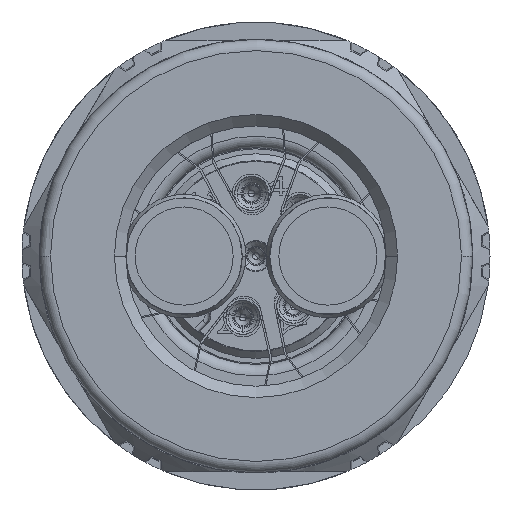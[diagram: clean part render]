
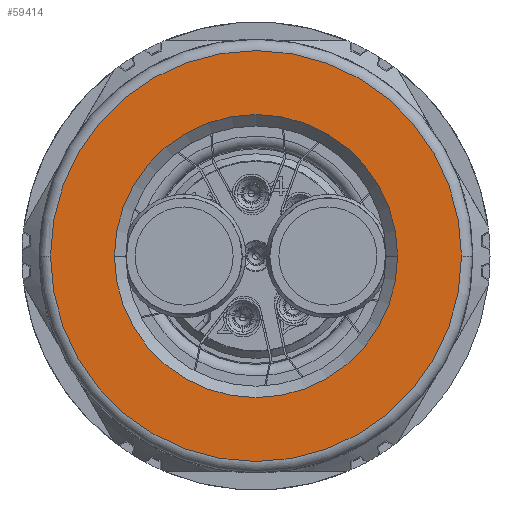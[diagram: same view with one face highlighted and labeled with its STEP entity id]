
A CAD part, front view. The second image highlights one B-rep face of the part: STEP entity #59414.
In plain terms, the highlighted planar face has unit normal (0, -1, 0).
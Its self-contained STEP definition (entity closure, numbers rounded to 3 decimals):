
#17596=CARTESIAN_POINT('',(0.,-47.4,0.));
#17597=DIRECTION('',(0.,-1.,0.));
#17598=DIRECTION('',(1.,0.,-0.005));
#17599=AXIS2_PLACEMENT_3D('',#17596,#17597,#17598);
#17616=CARTESIAN_POINT('',(0.,-47.4,0.));
#17617=DIRECTION('',(0.,1.,0.));
#17618=DIRECTION('',(-1.,0.,0.005));
#17619=AXIS2_PLACEMENT_3D('',#17616,#17617,#17618);
#17621=CARTESIAN_POINT('',(0.,-47.4,0.));
#17622=DIRECTION('',(0.,1.,0.));
#17623=DIRECTION('',(1.,0.,-0.005));
#17624=AXIS2_PLACEMENT_3D('',#17621,#17622,#17623);
#17626=CARTESIAN_POINT('',(0.,-47.4,0.));
#17627=DIRECTION('',(0.,-1.,0.));
#17628=DIRECTION('',(1.,0.,0.));
#17629=AXIS2_PLACEMENT_3D('',#17626,#17627,#17628);
#17631=CARTESIAN_POINT('',(0.,-47.4,0.));
#17632=DIRECTION('',(0.,-1.,0.));
#17633=DIRECTION('',(0.,0.,1.));
#17634=AXIS2_PLACEMENT_3D('',#17631,#17632,#17633);
#17636=CARTESIAN_POINT('',(0.,-47.4,0.));
#17637=DIRECTION('',(0.,-1.,0.));
#17638=DIRECTION('',(-1.,0.,0.));
#17639=AXIS2_PLACEMENT_3D('',#17636,#17637,#17638);
#17641=CARTESIAN_POINT('',(0.,-47.4,0.));
#17642=DIRECTION('',(0.,-1.,0.));
#17643=DIRECTION('',(0.,0.,-1.));
#17644=AXIS2_PLACEMENT_3D('',#17641,#17642,#17643);
#17646=CARTESIAN_POINT('',(0.,-47.4,0.));
#17647=DIRECTION('',(0.,-1.,0.));
#17648=DIRECTION('',(-1.,0.,0.005));
#17649=AXIS2_PLACEMENT_3D('',#17646,#17647,#17648);
#37024=CARTESIAN_POINT('',(9.,-47.4,-0.046));
#37025=CARTESIAN_POINT('',(-9.,-47.4,-0.001));
#37026=VERTEX_POINT('',#37024);
#37027=VERTEX_POINT('',#37025);
#37028=CARTESIAN_POINT('',(9.,-47.4,0.001));
#37029=VERTEX_POINT('',#37028);
#37030=CARTESIAN_POINT('',(-9.,-47.4,0.046));
#37031=VERTEX_POINT('',#37030);
#37032=CARTESIAN_POINT('',(6.2,-47.4,0.));
#37033=CARTESIAN_POINT('',(0.,-47.4,6.2));
#37034=VERTEX_POINT('',#37032);
#37035=VERTEX_POINT('',#37033);
#37036=CARTESIAN_POINT('',(-6.2,-47.4,0.));
#37037=VERTEX_POINT('',#37036);
#37038=CARTESIAN_POINT('',(0.,-47.4,-6.2));
#37039=VERTEX_POINT('',#37038);
#59391=CARTESIAN_POINT('',(0.,-47.4,0.));
#59392=DIRECTION('',(0.,-1.,0.));
#59393=DIRECTION('',(-1.,0.,0.));
#59394=AXIS2_PLACEMENT_3D('',#59391,#59392,#59393);
#59395=PLANE('',#59394);
#59397=ORIENTED_EDGE('',*,*,#59396,.F.);
#59399=ORIENTED_EDGE('',*,*,#59398,.T.);
#59400=ORIENTED_EDGE('',*,*,#59380,.F.);
#59401=ORIENTED_EDGE('',*,*,#59378,.T.);
#59402=EDGE_LOOP('',(#59397,#59399,#59400,#59401));
#59403=FACE_OUTER_BOUND('',#59402,.F.);
#59405=ORIENTED_EDGE('',*,*,#59404,.T.);
#59407=ORIENTED_EDGE('',*,*,#59406,.T.);
#59409=ORIENTED_EDGE('',*,*,#59408,.T.);
#59411=ORIENTED_EDGE('',*,*,#59410,.T.);
#59412=EDGE_LOOP('',(#59405,#59407,#59409,#59411));
#59413=FACE_BOUND('',#59412,.F.);
#59414=ADVANCED_FACE('',(#59403,#59413),#59395,.T.);
#17600=CIRCLE('',#17599,9.);
#17620=CIRCLE('',#17619,9.);
#17625=CIRCLE('',#17624,9.);
#17630=CIRCLE('',#17629,6.2);
#17635=CIRCLE('',#17634,6.2);
#17640=CIRCLE('',#17639,6.2);
#17645=CIRCLE('',#17644,6.2);
#17650=CIRCLE('',#17649,9.);
#59378=EDGE_CURVE('',#37026,#37027,#17625,.T.);
#59380=EDGE_CURVE('',#37026,#37029,#17600,.T.);
#59396=EDGE_CURVE('',#37031,#37027,#17650,.T.);
#59398=EDGE_CURVE('',#37031,#37029,#17620,.T.);
#59404=EDGE_CURVE('',#37034,#37035,#17630,.T.);
#59406=EDGE_CURVE('',#37035,#37037,#17635,.T.);
#59408=EDGE_CURVE('',#37037,#37039,#17640,.T.);
#59410=EDGE_CURVE('',#37039,#37034,#17645,.T.);
